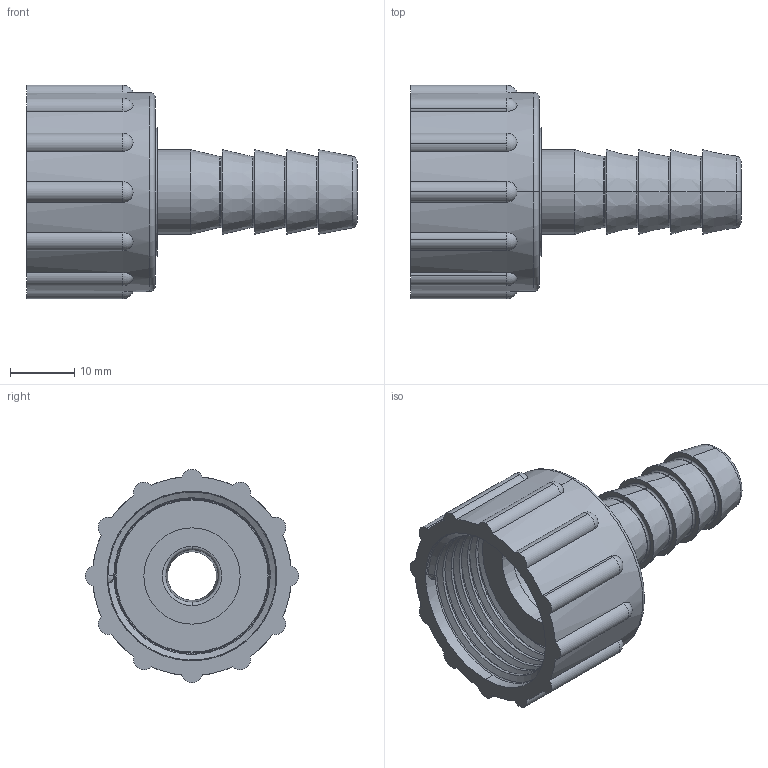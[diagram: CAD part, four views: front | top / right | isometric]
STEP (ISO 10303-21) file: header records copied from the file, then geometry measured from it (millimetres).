
FILE_DESCRIPTION (( 'STEP AP203' ), '1' );
FILE_NAME ('00120_0513.STEP', '2017-05-10T13:41:07', ( '' ), ( '' ), 'SwSTEP 2.0', 'SolidWorks 2011', '' );
FILE_SCHEMA (( 'CONFIG_CONTROL_DESIGN' ));
Length unit declared in the file: millimetre
Products named in the file (4): 00120_0513; 00125_0505; 00122_0505; 00123_0513
Assembly tree (3 placements, depth 2):
  00120_0513
    00125_0505
    00122_0505
    00123_0513
Bounding box: 51.5 x 33.25 x 33.25 mm (x, y, z)
Volume: 10546.7 mm3; surface area: 9844.5 mm2
Topology: 3 solids, 3 shells, 125 faces, 309 edges, 195 vertices
Faces by surface type: cylinder 52, torus 27, plane 15, cone 14, sphere 12, bspline 5
Entity records: 8596 total; most frequent: CARTESIAN_POINT 5292, DIRECTION 640, ORIENTED_EDGE 612, EDGE_CURVE 306, AXIS2_PLACEMENT_3D 281, VERTEX_POINT 195, CIRCLE 155, EDGE_LOOP 139
